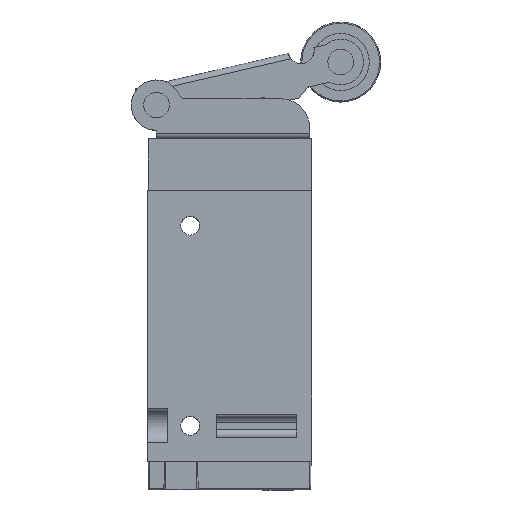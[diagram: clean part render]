
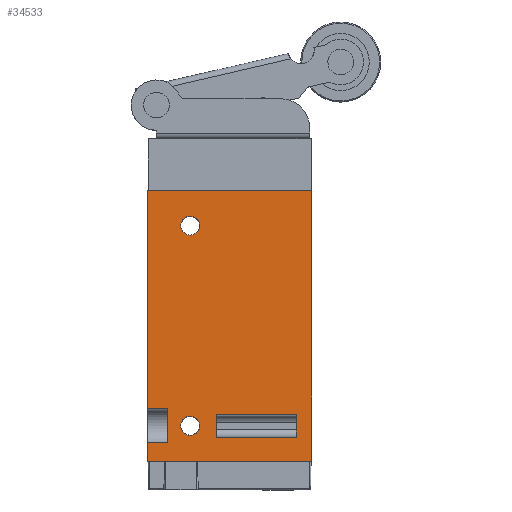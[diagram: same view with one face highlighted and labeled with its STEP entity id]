
A CAD part, top view. The second image highlights one B-rep face of the part: STEP entity #34533.
In plain terms, the highlighted face is planar.
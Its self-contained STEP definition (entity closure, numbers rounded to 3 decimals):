
#304 = EDGE_LOOP ( 'NONE', ( #36412, #36417 ) ) ;
#305 = EDGE_LOOP ( 'NONE', ( #36539, #36537 ) ) ;
#306 = EDGE_LOOP ( 'NONE', ( #36530, #36528, #36526, #36523 ) ) ;
#307 = EDGE_LOOP ( 'NONE', ( #36449, #36461, #36483, #36444, #36457, #36596, #36598, #36603 ) ) ;
#1228 = CIRCLE ( 'NONE', #2371, 1.65 ) ;
#1238 = CIRCLE ( 'NONE', #2373, 1.65 ) ;
#1414 = LINE ( 'NONE', #7621, #1415 ) ;
#1415 = VECTOR ( 'NONE', #7622, 1000. ) ;
#1557 = LINE ( 'NONE', #7883, #1559 ) ;
#1559 = VECTOR ( 'NONE', #7884, 1000. ) ;
#1571 = LINE ( 'NONE', #7892, #1573 ) ;
#1573 = VECTOR ( 'NONE', #7893, 1000. ) ;
#1618 = CIRCLE ( 'NONE', #2411, 1.65 ) ;
#1620 = LINE ( 'NONE', #7927, #1624 ) ;
#1622 = CIRCLE ( 'NONE', #2412, 1.65 ) ;
#1624 = VECTOR ( 'NONE', #7928, 1000. ) ;
#1626 = LINE ( 'NONE', #7929, #1627 ) ;
#1627 = VECTOR ( 'NONE', #7930, 1000. ) ;
#1629 = LINE ( 'NONE', #7931, #1631 ) ;
#1631 = VECTOR ( 'NONE', #7932, 1000. ) ;
#1633 = LINE ( 'NONE', #7933, #1635 ) ;
#1635 = VECTOR ( 'NONE', #7934, 1000. ) ;
#1637 = LINE ( 'NONE', #7935, #1639 ) ;
#1639 = VECTOR ( 'NONE', #7936, 1000. ) ;
#1640 = LINE ( 'NONE', #7937, #1642 ) ;
#1642 = VECTOR ( 'NONE', #7938, 1000. ) ;
#1644 = LINE ( 'NONE', #7939, #1646 ) ;
#1646 = VECTOR ( 'NONE', #7940, 1000. ) ;
#1648 = LINE ( 'NONE', #7941, #1650 ) ;
#1650 = VECTOR ( 'NONE', #7942, 1000. ) ;
#1652 = LINE ( 'NONE', #7943, #1653 ) ;
#1653 = VECTOR ( 'NONE', #7944, 1000. ) ;
#2371 = AXIS2_PLACEMENT_3D ( 'NONE', #19836, #19837, #19838 ) ;
#2373 = AXIS2_PLACEMENT_3D ( 'NONE', #19858, #19859, #19860 ) ;
#2411 = AXIS2_PLACEMENT_3D ( 'NONE', #7921, #7922, #7923 ) ;
#2412 = AXIS2_PLACEMENT_3D ( 'NONE', #7924, #7925, #7926 ) ;
#7049 = EDGE_CURVE ( 'NONE', #21472, #21473, #1228, .T. ) ;
#7057 = EDGE_CURVE ( 'NONE', #21478, #21479, #1238, .T. ) ;
#7217 = EDGE_CURVE ( 'NONE', #21623, #21621, #1414, .T. ) ;
#7269 = EDGE_CURVE ( 'NONE', #21672, #21673, #1557, .T. ) ;
#7273 = EDGE_CURVE ( 'NONE', #21676, #21666, #1571, .T. ) ;
#7286 = EDGE_CURVE ( 'NONE', #21473, #21472, #1618, .T. ) ;
#7287 = EDGE_CURVE ( 'NONE', #21479, #21478, #1622, .T. ) ;
#7288 = EDGE_CURVE ( 'NONE', #21683, #21684, #1620, .T. ) ;
#7289 = EDGE_CURVE ( 'NONE', #21683, #21685, #1626, .T. ) ;
#7290 = EDGE_CURVE ( 'NONE', #21685, #21686, #1629, .T. ) ;
#7291 = EDGE_CURVE ( 'NONE', #21684, #21686, #1633, .T. ) ;
#7292 = EDGE_CURVE ( 'NONE', #21666, #21621, #1637, .T. ) ;
#7293 = EDGE_CURVE ( 'NONE', #21687, #21676, #1640, .T. ) ;
#7294 = EDGE_CURVE ( 'NONE', #21688, #21687, #1644, .T. ) ;
#7295 = EDGE_CURVE ( 'NONE', #21688, #21673, #1648, .T. ) ;
#7296 = EDGE_CURVE ( 'NONE', #21623, #21672, #1652, .T. ) ;
#7621 = CARTESIAN_POINT ( 'NONE',  ( 9.2, -14.35, 24.2 ) ) ;
#7622 = DIRECTION ( 'NONE',  ( 0., 0., -1. ) ) ;
#7883 = CARTESIAN_POINT ( 'NONE',  ( 9.2, 14.35, 24.2 ) ) ;
#7884 = DIRECTION ( 'NONE',  ( 0., 0., -1. ) ) ;
#7892 = CARTESIAN_POINT ( 'NONE',  ( 9.2, 14.35, 24.2 ) ) ;
#7893 = DIRECTION ( 'NONE',  ( 0., 0., -1. ) ) ;
#7921 = CARTESIAN_POINT ( 'NONE',  ( 9.2, 6.9, -17.5 ) ) ;
#7922 = DIRECTION ( 'NONE',  ( 1., 0., 0. ) ) ;
#7923 = DIRECTION ( 'NONE',  ( 0., 0., -1. ) ) ;
#7924 = CARTESIAN_POINT ( 'NONE',  ( 9.2, 6.9, 17.5 ) ) ;
#7925 = DIRECTION ( 'NONE',  ( 1., 0., 0. ) ) ;
#7926 = DIRECTION ( 'NONE',  ( 0., 0., -1. ) ) ;
#7927 = CARTESIAN_POINT ( 'NONE',  ( 9.2, 2.35, 19.5 ) ) ;
#7928 = DIRECTION ( 'NONE',  ( 0., 0., 1. ) ) ;
#7929 = CARTESIAN_POINT ( 'NONE',  ( 9.2, 2.35, 15.5 ) ) ;
#7930 = DIRECTION ( 'NONE',  ( 0., -1., 0. ) ) ;
#7931 = CARTESIAN_POINT ( 'NONE',  ( 9.2, -11.65, 19.5 ) ) ;
#7932 = DIRECTION ( 'NONE',  ( 0., 0., 1. ) ) ;
#7933 = CARTESIAN_POINT ( 'NONE',  ( 9.2, 2.35, 19.5 ) ) ;
#7934 = DIRECTION ( 'NONE',  ( 0., -1., 0. ) ) ;
#7935 = CARTESIAN_POINT ( 'NONE',  ( 9.2, -14.35, -23.7 ) ) ;
#7936 = DIRECTION ( 'NONE',  ( 0., -1., 0. ) ) ;
#7937 = CARTESIAN_POINT ( 'NONE',  ( 9.2, 10.85, 14.5 ) ) ;
#7938 = DIRECTION ( 'NONE',  ( 0., 1., 0. ) ) ;
#7939 = CARTESIAN_POINT ( 'NONE',  ( 9.2, 10.85, 20.5 ) ) ;
#7940 = DIRECTION ( 'NONE',  ( 0., 0., -1. ) ) ;
#7941 = CARTESIAN_POINT ( 'NONE',  ( 9.2, 10.85, 20.5 ) ) ;
#7942 = DIRECTION ( 'NONE',  ( 0., 1., 0. ) ) ;
#7943 = CARTESIAN_POINT ( 'NONE',  ( 9.2, -14.35, 23.7 ) ) ;
#7944 = DIRECTION ( 'NONE',  ( 0., 1., 0. ) ) ;
#16596 = PLANE ( 'NONE',  #25374 ) ;
#16597 = CARTESIAN_POINT ( 'NONE',  ( 9.2, -14.35, 24.2 ) ) ;
#16598 = DIRECTION ( 'NONE',  ( -1., 0., 0. ) ) ;
#16599 = DIRECTION ( 'NONE',  ( 0., 0., 1. ) ) ;
#19836 = CARTESIAN_POINT ( 'NONE',  ( 9.2, 6.9, -17.5 ) ) ;
#19837 = DIRECTION ( 'NONE',  ( 1., 0., 0. ) ) ;
#19838 = DIRECTION ( 'NONE',  ( 0., 0., -1. ) ) ;
#19858 = CARTESIAN_POINT ( 'NONE',  ( 9.2, 6.9, 17.5 ) ) ;
#19859 = DIRECTION ( 'NONE',  ( 1., 0., 0. ) ) ;
#19860 = DIRECTION ( 'NONE',  ( 0., 0., -1. ) ) ;
#21472 = VERTEX_POINT ( 'NONE', #30414 ) ;
#21473 = VERTEX_POINT ( 'NONE', #30415 ) ;
#21478 = VERTEX_POINT ( 'NONE', #30420 ) ;
#21479 = VERTEX_POINT ( 'NONE', #30421 ) ;
#21621 = VERTEX_POINT ( 'NONE', #22468 ) ;
#21623 = VERTEX_POINT ( 'NONE', #22470 ) ;
#21666 = VERTEX_POINT ( 'NONE', #22513 ) ;
#21672 = VERTEX_POINT ( 'NONE', #22519 ) ;
#21673 = VERTEX_POINT ( 'NONE', #22520 ) ;
#21676 = VERTEX_POINT ( 'NONE', #22523 ) ;
#21683 = VERTEX_POINT ( 'NONE', #22530 ) ;
#21684 = VERTEX_POINT ( 'NONE', #22531 ) ;
#21685 = VERTEX_POINT ( 'NONE', #22532 ) ;
#21686 = VERTEX_POINT ( 'NONE', #22533 ) ;
#21687 = VERTEX_POINT ( 'NONE', #22534 ) ;
#21688 = VERTEX_POINT ( 'NONE', #22535 ) ;
#22468 = CARTESIAN_POINT ( 'NONE',  ( 9.2, -14.35, -23.7 ) ) ;
#22470 = CARTESIAN_POINT ( 'NONE',  ( 9.2, -14.35, 23.7 ) ) ;
#22513 = CARTESIAN_POINT ( 'NONE',  ( 9.2, 14.35, -23.7 ) ) ;
#22519 = CARTESIAN_POINT ( 'NONE',  ( 9.2, 14.35, 23.7 ) ) ;
#22520 = CARTESIAN_POINT ( 'NONE',  ( 9.2, 14.35, 20.5 ) ) ;
#22523 = CARTESIAN_POINT ( 'NONE',  ( 9.2, 14.35, 14.5 ) ) ;
#22530 = CARTESIAN_POINT ( 'NONE',  ( 9.2, 2.35, 15.5 ) ) ;
#22531 = CARTESIAN_POINT ( 'NONE',  ( 9.2, 2.35, 19.5 ) ) ;
#22532 = CARTESIAN_POINT ( 'NONE',  ( 9.2, -11.65, 15.5 ) ) ;
#22533 = CARTESIAN_POINT ( 'NONE',  ( 9.2, -11.65, 19.5 ) ) ;
#22534 = CARTESIAN_POINT ( 'NONE',  ( 9.2, 10.85, 14.5 ) ) ;
#22535 = CARTESIAN_POINT ( 'NONE',  ( 9.2, 10.85, 20.5 ) ) ;
#25374 = AXIS2_PLACEMENT_3D ( 'NONE', #16597, #16598, #16599 ) ;
#30414 = CARTESIAN_POINT ( 'NONE',  ( 9.2, 6.9, -15.85 ) ) ;
#30415 = CARTESIAN_POINT ( 'NONE',  ( 9.2, 6.9, -19.15 ) ) ;
#30420 = CARTESIAN_POINT ( 'NONE',  ( 9.2, 6.9, 19.15 ) ) ;
#30421 = CARTESIAN_POINT ( 'NONE',  ( 9.2, 6.9, 15.85 ) ) ;
#31273 = FACE_BOUND ( 'NONE', #304, .T. ) ;
#31274 = FACE_BOUND ( 'NONE', #305, .T. ) ;
#31275 = FACE_BOUND ( 'NONE', #306, .T. ) ;
#31276 = FACE_OUTER_BOUND ( 'NONE', #307, .T. ) ;
#34533 = ADVANCED_FACE ( 'NONE', ( #31273, #31274, #31275, #31276 ), #16596, .F. ) ;
#36412 = ORIENTED_EDGE ( 'NONE', *, *, #7286, .F. ) ;
#36417 = ORIENTED_EDGE ( 'NONE', *, *, #7049, .F. ) ;
#36444 = ORIENTED_EDGE ( 'NONE', *, *, #7294, .F. ) ;
#36449 = ORIENTED_EDGE ( 'NONE', *, *, #7292, .F. ) ;
#36457 = ORIENTED_EDGE ( 'NONE', *, *, #7295, .T. ) ;
#36461 = ORIENTED_EDGE ( 'NONE', *, *, #7273, .F. ) ;
#36483 = ORIENTED_EDGE ( 'NONE', *, *, #7293, .F. ) ;
#36523 = ORIENTED_EDGE ( 'NONE', *, *, #7291, .F. ) ;
#36526 = ORIENTED_EDGE ( 'NONE', *, *, #7290, .T. ) ;
#36528 = ORIENTED_EDGE ( 'NONE', *, *, #7289, .T. ) ;
#36530 = ORIENTED_EDGE ( 'NONE', *, *, #7288, .F. ) ;
#36537 = ORIENTED_EDGE ( 'NONE', *, *, #7057, .F. ) ;
#36539 = ORIENTED_EDGE ( 'NONE', *, *, #7287, .F. ) ;
#36596 = ORIENTED_EDGE ( 'NONE', *, *, #7269, .F. ) ;
#36598 = ORIENTED_EDGE ( 'NONE', *, *, #7296, .F. ) ;
#36603 = ORIENTED_EDGE ( 'NONE', *, *, #7217, .T. ) ;
